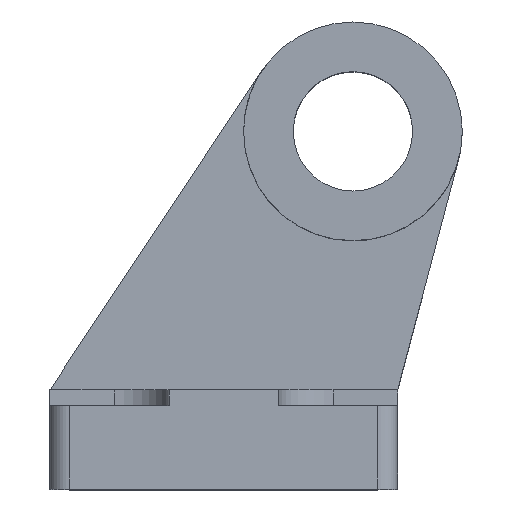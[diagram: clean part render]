
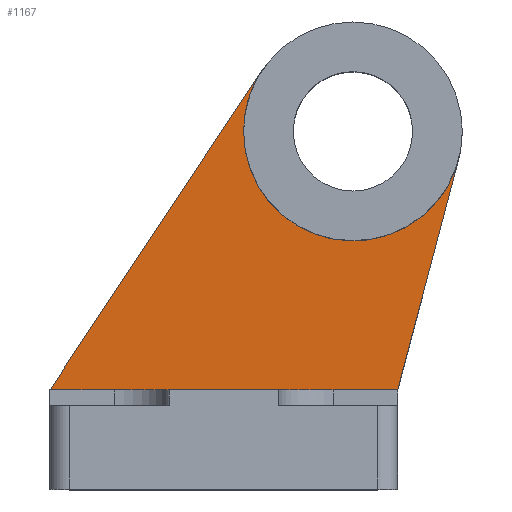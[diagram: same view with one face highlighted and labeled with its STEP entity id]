
A CAD part, top view. The second image highlights one B-rep face of the part: STEP entity #1167.
In plain terms, the highlighted planar face has unit normal (0, 0, 1).
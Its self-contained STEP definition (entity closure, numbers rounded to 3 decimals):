
#31 = DIRECTION ( 'NONE',  ( 0., 0., 1. ) ) ;
#91 = EDGE_CURVE ( 'NONE', #598, #1064, #448, .T. ) ;
#115 = ORIENTED_EDGE ( 'NONE', *, *, #1245, .F. ) ;
#130 = DIRECTION ( 'NONE',  ( 0., -1., 0. ) ) ;
#153 = AXIS2_PLACEMENT_3D ( 'NONE', #385, #1555, #130 ) ;
#216 = VECTOR ( 'NONE', #846, 1000. ) ;
#239 = AXIS2_PLACEMENT_3D ( 'NONE', #1429, #31, #655 ) ;
#259 = VERTEX_POINT ( 'NONE', #1646 ) ;
#297 = VECTOR ( 'NONE', #1164, 1000. ) ;
#319 = CARTESIAN_POINT ( 'NONE',  ( 17.5, 10., 6. ) ) ;
#328 = EDGE_CURVE ( 'NONE', #624, #598, #472, .T. ) ;
#381 = CARTESIAN_POINT ( 'NONE',  ( 3.84, 42.091, 6. ) ) ;
#385 = CARTESIAN_POINT ( 'NONE',  ( 0., 0., 6. ) ) ;
#444 = DIRECTION ( 'NONE',  ( 0., 0., 1. ) ) ;
#448 = LINE ( 'NONE', #1208, #216 ) ;
#472 = LINE ( 'NONE', #381, #727 ) ;
#539 = LINE ( 'NONE', #1552, #297 ) ;
#598 = VERTEX_POINT ( 'NONE', #1195 ) ;
#624 = VERTEX_POINT ( 'NONE', #705 ) ;
#655 = DIRECTION ( 'NONE',  ( -1., 0., 0. ) ) ;
#705 = CARTESIAN_POINT ( 'NONE',  ( 3.84, 42.091, 6. ) ) ;
#727 = VECTOR ( 'NONE', #1017, 1000. ) ;
#817 = CARTESIAN_POINT ( 'NONE',  ( 13., 36., 6. ) ) ;
#846 = DIRECTION ( 'NONE',  ( 1., 0., 0. ) ) ;
#893 = ORIENTED_EDGE ( 'NONE', *, *, #328, .T. ) ;
#963 = CIRCLE ( 'NONE', #239, 11. ) ;
#969 = CARTESIAN_POINT ( 'NONE',  ( 2., 36., 6. ) ) ;
#993 = ORIENTED_EDGE ( 'NONE', *, *, #1519, .T. ) ;
#1017 = DIRECTION ( 'NONE',  ( -0.554, -0.833, 0. ) ) ;
#1022 = PLANE ( 'NONE',  #153 ) ;
#1064 = VERTEX_POINT ( 'NONE', #319 ) ;
#1141 = FACE_OUTER_BOUND ( 'NONE', #1654, .T. ) ;
#1164 = DIRECTION ( 'NONE',  ( 0.256, 0.967, 0. ) ) ;
#1167 = ADVANCED_FACE ( 'NONE', ( #1141 ), #1022, .F. ) ;
#1195 = CARTESIAN_POINT ( 'NONE',  ( -17.5, 10., 6. ) ) ;
#1201 = CIRCLE ( 'NONE', #1510, 11. ) ;
#1208 = CARTESIAN_POINT ( 'NONE',  ( -17.5, 10., 6. ) ) ;
#1245 = EDGE_CURVE ( 'NONE', #1663, #259, #963, .T. ) ;
#1336 = DIRECTION ( 'NONE',  ( -1., 0., 0. ) ) ;
#1368 = ORIENTED_EDGE ( 'NONE', *, *, #91, .T. ) ;
#1429 = CARTESIAN_POINT ( 'NONE',  ( 13., 36., 6. ) ) ;
#1435 = EDGE_CURVE ( 'NONE', #624, #1663, #1201, .T. ) ;
#1510 = AXIS2_PLACEMENT_3D ( 'NONE', #817, #444, #1336 ) ;
#1519 = EDGE_CURVE ( 'NONE', #1064, #259, #539, .T. ) ;
#1552 = CARTESIAN_POINT ( 'NONE',  ( 17.5, 10., 6. ) ) ;
#1555 = DIRECTION ( 'NONE',  ( 0., 0., -1. ) ) ;
#1617 = ORIENTED_EDGE ( 'NONE', *, *, #1435, .F. ) ;
#1646 = CARTESIAN_POINT ( 'NONE',  ( 23.634, 33.187, 6. ) ) ;
#1654 = EDGE_LOOP ( 'NONE', ( #1617, #893, #1368, #993, #115 ) ) ;
#1663 = VERTEX_POINT ( 'NONE', #969 ) ;
